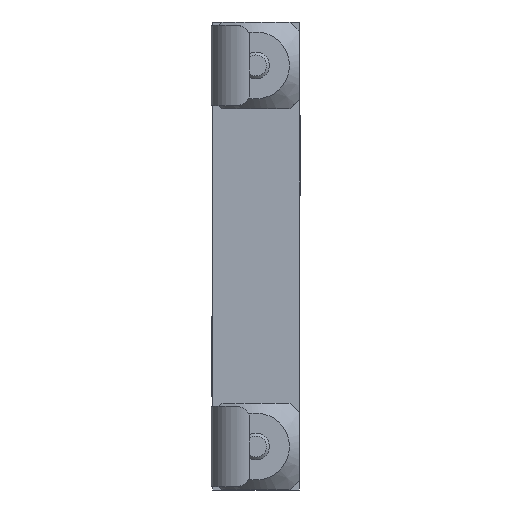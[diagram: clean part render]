
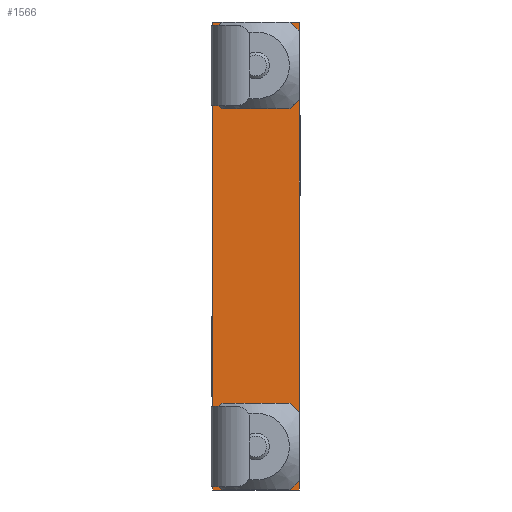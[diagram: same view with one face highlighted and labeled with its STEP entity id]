
A CAD part, front view. The second image highlights one B-rep face of the part: STEP entity #1566.
In plain terms, the highlighted planar face has unit normal (0, -1, 0).
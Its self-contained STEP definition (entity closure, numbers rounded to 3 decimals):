
#132=FACE_BOUND('',#266,.T.);
#133=FACE_BOUND('',#267,.T.);
#168=FACE_OUTER_BOUND('',#265,.T.);
#265=EDGE_LOOP('',(#1167,#1168,#1169,#1170));
#266=EDGE_LOOP('',(#1171));
#267=EDGE_LOOP('',(#1172));
#373=LINE('',#2530,#506);
#376=LINE('',#2535,#509);
#386=LINE('',#2557,#519);
#387=LINE('',#2559,#520);
#506=VECTOR('',#2054,10.);
#509=VECTOR('',#2059,10.);
#519=VECTOR('',#2083,10.);
#520=VECTOR('',#2086,10.);
#628=CIRCLE('',#1784,2.1);
#629=CIRCLE('',#1786,2.1);
#701=VERTEX_POINT('',#2486);
#702=VERTEX_POINT('',#2490);
#715=VERTEX_POINT('',#2527);
#716=VERTEX_POINT('',#2529);
#717=VERTEX_POINT('',#2533);
#722=VERTEX_POINT('',#2555);
#856=EDGE_CURVE('',#701,#701,#628,.T.);
#858=EDGE_CURVE('',#702,#702,#629,.T.);
#876=EDGE_CURVE('',#716,#715,#373,.T.);
#879=EDGE_CURVE('',#715,#717,#376,.T.);
#891=EDGE_CURVE('',#717,#722,#386,.T.);
#892=EDGE_CURVE('',#722,#716,#387,.T.);
#1167=ORIENTED_EDGE('',*,*,#876,.T.);
#1168=ORIENTED_EDGE('',*,*,#879,.T.);
#1169=ORIENTED_EDGE('',*,*,#891,.T.);
#1170=ORIENTED_EDGE('',*,*,#892,.T.);
#1171=ORIENTED_EDGE('',*,*,#856,.T.);
#1172=ORIENTED_EDGE('',*,*,#858,.T.);
#1480=PLANE('',#1804);
#1566=ADVANCED_FACE('',(#168,#132,#133),#1480,.T.);
#1784=AXIS2_PLACEMENT_3D('',#2488,#2016,#2017);
#1786=AXIS2_PLACEMENT_3D('',#2492,#2021,#2022);
#1804=AXIS2_PLACEMENT_3D('',#2560,#2087,#2088);
#2016=DIRECTION('center_axis',(0.,1.,0.));
#2017=DIRECTION('ref_axis',(-1.,0.,0.));
#2021=DIRECTION('center_axis',(0.,1.,0.));
#2022=DIRECTION('ref_axis',(-1.,0.,0.));
#2054=DIRECTION('',(-1.,0.,0.));
#2059=DIRECTION('',(0.,0.,-1.));
#2083=DIRECTION('',(1.,0.,0.));
#2086=DIRECTION('',(0.,0.,1.));
#2087=DIRECTION('center_axis',(0.,-1.,0.));
#2088=DIRECTION('ref_axis',(0.,0.,-1.));
#2486=CARTESIAN_POINT('',(2.1,0.,-28.5));
#2488=CARTESIAN_POINT('Origin',(0.,0.,
-28.5));
#2490=CARTESIAN_POINT('',(2.1,0.,28.5));
#2492=CARTESIAN_POINT('Origin',(0.,0.,
28.5));
#2527=CARTESIAN_POINT('',(-6.5,0.,35.));
#2529=CARTESIAN_POINT('',(6.5,0.,35.));
#2530=CARTESIAN_POINT('',(-6.5,0.,35.));
#2533=CARTESIAN_POINT('',(-6.5,0.,-35.));
#2535=CARTESIAN_POINT('',(-6.5,0.,0.));
#2555=CARTESIAN_POINT('',(6.5,0.,-35.));
#2557=CARTESIAN_POINT('',(-6.5,0.,-35.));
#2559=CARTESIAN_POINT('',(6.5,0.,0.));
#2560=CARTESIAN_POINT('Origin',(6.5,0.,0.));
